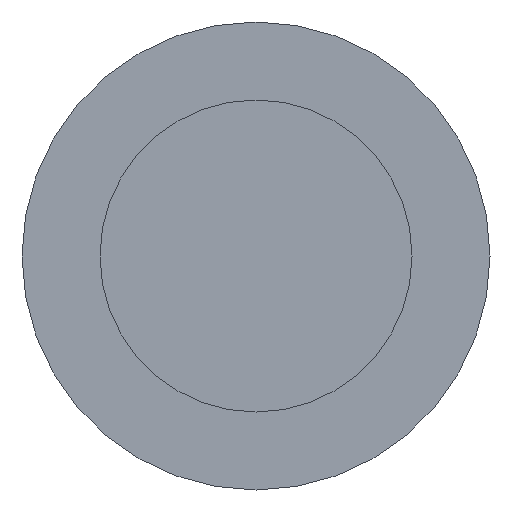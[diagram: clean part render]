
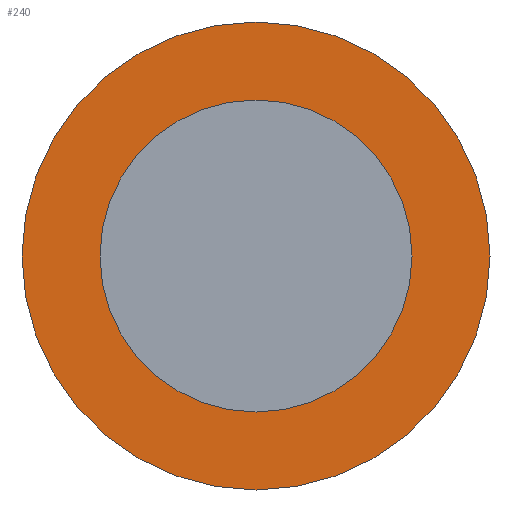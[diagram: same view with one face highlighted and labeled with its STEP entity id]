
A CAD part, front view. The second image highlights one B-rep face of the part: STEP entity #240.
In plain terms, the highlighted planar face has unit normal (0, -1, 0).
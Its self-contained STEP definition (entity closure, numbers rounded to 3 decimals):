
#15 = VERTEX_POINT ( 'NONE', #101 ) ;
#17 = CARTESIAN_POINT ( 'NONE',  ( 0., 15., 0. ) ) ;
#20 = DIRECTION ( 'NONE',  ( 0., -1., 0. ) ) ;
#22 = EDGE_CURVE ( 'NONE', #87, #417, #346, .T. ) ;
#24 = DIRECTION ( 'NONE',  ( 0., -1., 0. ) ) ;
#31 = AXIS2_PLACEMENT_3D ( 'NONE', #78, #39, #42 ) ;
#39 = DIRECTION ( 'NONE',  ( 0., -1., 0. ) ) ;
#42 = DIRECTION ( 'NONE',  ( 0., 0., -1. ) ) ;
#47 = DIRECTION ( 'NONE',  ( 0., 1., 0. ) ) ;
#62 = CARTESIAN_POINT ( 'NONE',  ( 0., 15., 6. ) ) ;
#67 = DIRECTION ( 'NONE',  ( 0., 0., -1. ) ) ;
#78 = CARTESIAN_POINT ( 'NONE',  ( 0., 15., 0. ) ) ;
#82 = EDGE_LOOP ( 'NONE', ( #291, #287 ) ) ;
#87 = VERTEX_POINT ( 'NONE', #436 ) ;
#101 = CARTESIAN_POINT ( 'NONE',  ( 0., 15., -9. ) ) ;
#108 = CIRCLE ( 'NONE', #138, 9. ) ;
#125 = DIRECTION ( 'NONE',  ( 0., 0., -1. ) ) ;
#127 = CARTESIAN_POINT ( 'NONE',  ( 0., 15., 0. ) ) ;
#138 = AXIS2_PLACEMENT_3D ( 'NONE', #17, #20, #125 ) ;
#164 = DIRECTION ( 'NONE',  ( 0., 0., -1. ) ) ;
#178 = FACE_OUTER_BOUND ( 'NONE', #354, .T. ) ;
#181 = CARTESIAN_POINT ( 'NONE',  ( -6., 15., 0. ) ) ;
#192 = AXIS2_PLACEMENT_3D ( 'NONE', #334, #24, #67 ) ;
#219 = ORIENTED_EDGE ( 'NONE', *, *, #405, .T. ) ;
#232 = CIRCLE ( 'NONE', #31, 6. ) ;
#240 = ADVANCED_FACE ( 'NONE', ( #252, #178 ), #282, .F. ) ;
#246 = CARTESIAN_POINT ( 'NONE',  ( 0., 15., 9. ) ) ;
#249 = ORIENTED_EDGE ( 'NONE', *, *, #434, .T. ) ;
#252 = FACE_BOUND ( 'NONE', #82, .T. ) ;
#268 = AXIS2_PLACEMENT_3D ( 'NONE', #127, #431, #164 ) ;
#282 = PLANE ( 'NONE',  #380 ) ;
#287 = ORIENTED_EDGE ( 'NONE', *, *, #294, .F. ) ;
#291 = ORIENTED_EDGE ( 'NONE', *, *, #22, .F. ) ;
#294 = EDGE_CURVE ( 'NONE', #417, #87, #232, .T. ) ;
#330 = VERTEX_POINT ( 'NONE', #246 ) ;
#334 = CARTESIAN_POINT ( 'NONE',  ( 0., 15., 0. ) ) ;
#346 = CIRCLE ( 'NONE', #192, 6. ) ;
#354 = EDGE_LOOP ( 'NONE', ( #219, #249 ) ) ;
#361 = CIRCLE ( 'NONE', #268, 9. ) ;
#380 = AXIS2_PLACEMENT_3D ( 'NONE', #181, #47, #384 ) ;
#384 = DIRECTION ( 'NONE',  ( 0., 0., 1. ) ) ;
#405 = EDGE_CURVE ( 'NONE', #15, #330, #108, .T. ) ;
#417 = VERTEX_POINT ( 'NONE', #62 ) ;
#431 = DIRECTION ( 'NONE',  ( 0., -1., 0. ) ) ;
#434 = EDGE_CURVE ( 'NONE', #330, #15, #361, .T. ) ;
#436 = CARTESIAN_POINT ( 'NONE',  ( 0., 15., -6. ) ) ;
